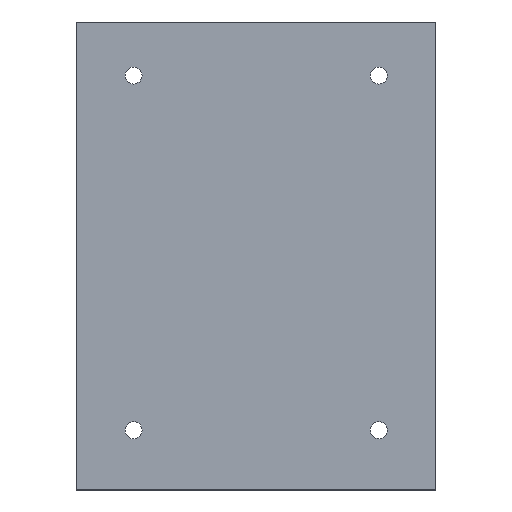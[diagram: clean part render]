
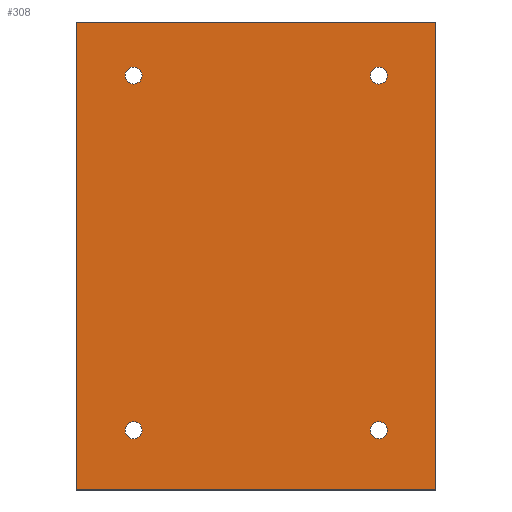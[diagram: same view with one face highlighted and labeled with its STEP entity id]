
A CAD part, top view. The second image highlights one B-rep face of the part: STEP entity #308.
In plain terms, the highlighted planar face has unit normal (0, 0, 1).
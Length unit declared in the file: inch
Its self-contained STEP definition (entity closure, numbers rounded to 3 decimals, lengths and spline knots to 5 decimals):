
#1 = AXIS2_PLACEMENT_3D ( 'NONE', #446, #1012, #938 ) ;
#26 = CARTESIAN_POINT ( 'NONE',  ( 1.266, 3.305, 0. ) ) ;
#42 = VERTEX_POINT ( 'NONE', #1029 ) ;
#48 = VECTOR ( 'NONE', #901, 39.37008 ) ;
#63 = DIRECTION ( 'NONE',  ( 1., 0., 0. ) ) ;
#71 = LINE ( 'NONE', #675, #458 ) ;
#98 = VERTEX_POINT ( 'NONE', #1148 ) ;
#122 = CARTESIAN_POINT ( 'NONE',  ( 1.266, 0., 0. ) ) ;
#157 = CARTESIAN_POINT ( 'NONE',  ( -0.925, 2.9265, 0. ) ) ;
#171 = CARTESIAN_POINT ( 'NONE',  ( 0.928, 0.42, 0. ) ) ;
#190 = DIRECTION ( 'NONE',  ( 0., -1., 0. ) ) ;
#196 = EDGE_LOOP ( 'NONE', ( #469, #1154 ) ) ;
#203 = EDGE_CURVE ( 'NONE', #546, #259, #282, .T. ) ;
#226 = FACE_OUTER_BOUND ( 'NONE', #667, .T. ) ;
#233 = DIRECTION ( 'NONE',  ( 1., 0., 0. ) ) ;
#259 = VERTEX_POINT ( 'NONE', #821 ) ;
#282 = LINE ( 'NONE', #669, #775 ) ;
#297 = DIRECTION ( 'NONE',  ( 1., 0., 0. ) ) ;
#300 = EDGE_LOOP ( 'NONE', ( #735, #1089 ) ) ;
#308 = ADVANCED_FACE ( 'NONE', ( #816, #626, #1011, #906, #226 ), #608, .F. ) ;
#312 = CARTESIAN_POINT ( 'NONE',  ( 0.868, 0.42, 0. ) ) ;
#326 = EDGE_CURVE ( 'NONE', #571, #42, #406, .T. ) ;
#327 = ORIENTED_EDGE ( 'NONE', *, *, #748, .F. ) ;
#355 = CARTESIAN_POINT ( 'NONE',  ( 1.266, 3.305, 0. ) ) ;
#357 = CARTESIAN_POINT ( 'NONE',  ( 0.808, 2.9265, 0. ) ) ;
#361 = DIRECTION ( 'NONE',  ( -1., 0., 0. ) ) ;
#387 = AXIS2_PLACEMENT_3D ( 'NONE', #831, #907, #233 ) ;
#395 = EDGE_CURVE ( 'NONE', #42, #259, #995, .T. ) ;
#400 = ORIENTED_EDGE ( 'NONE', *, *, #889, .F. ) ;
#406 = LINE ( 'NONE', #506, #1087 ) ;
#411 = CARTESIAN_POINT ( 'NONE',  ( 0.868, 2.9265, 0. ) ) ;
#416 = AXIS2_PLACEMENT_3D ( 'NONE', #714, #1096, #607 ) ;
#419 = DIRECTION ( 'NONE',  ( 0., 0., -1. ) ) ;
#442 = CARTESIAN_POINT ( 'NONE',  ( -0.805, 0.42, 0. ) ) ;
#443 = CARTESIAN_POINT ( 'NONE',  ( -0.805, 2.9265, 0. ) ) ;
#446 = CARTESIAN_POINT ( 'NONE',  ( -0.865, 2.9265, 0. ) ) ;
#454 = ORIENTED_EDGE ( 'NONE', *, *, #1239, .F. ) ;
#458 = VECTOR ( 'NONE', #361, 39.37008 ) ;
#469 = ORIENTED_EDGE ( 'NONE', *, *, #981, .F. ) ;
#487 = VERTEX_POINT ( 'NONE', #443 ) ;
#506 = CARTESIAN_POINT ( 'NONE',  ( 1.266, 3.305, 0. ) ) ;
#513 = DIRECTION ( 'NONE',  ( 0., 0., 1. ) ) ;
#518 = EDGE_CURVE ( 'NONE', #571, #546, #71, .T. ) ;
#525 = CIRCLE ( 'NONE', #416, 0.06 ) ;
#531 = EDGE_CURVE ( 'NONE', #819, #858, #1044, .T. ) ;
#546 = VERTEX_POINT ( 'NONE', #861 ) ;
#556 = CIRCLE ( 'NONE', #1, 0.06 ) ;
#571 = VERTEX_POINT ( 'NONE', #355 ) ;
#607 = DIRECTION ( 'NONE',  ( 1., 0., 0. ) ) ;
#608 = PLANE ( 'NONE',  #770 ) ;
#626 = FACE_BOUND ( 'NONE', #300, .T. ) ;
#630 = CARTESIAN_POINT ( 'NONE',  ( 0.808, 0.42, 0. ) ) ;
#632 = VERTEX_POINT ( 'NONE', #771 ) ;
#651 = CIRCLE ( 'NONE', #1040, 0.06 ) ;
#667 = EDGE_LOOP ( 'NONE', ( #1234, #1072, #1182, #928 ) ) ;
#668 = DIRECTION ( 'NONE',  ( 1., 0., 0. ) ) ;
#669 = CARTESIAN_POINT ( 'NONE',  ( -1.266, 3.305, 0. ) ) ;
#675 = CARTESIAN_POINT ( 'NONE',  ( 1.266, 3.305, 0. ) ) ;
#714 = CARTESIAN_POINT ( 'NONE',  ( -0.865, 2.9265, 0. ) ) ;
#715 = DIRECTION ( 'NONE',  ( 0., -1., 0. ) ) ;
#734 = CIRCLE ( 'NONE', #1141, 0.06 ) ;
#735 = ORIENTED_EDGE ( 'NONE', *, *, #931, .F. ) ;
#748 = EDGE_CURVE ( 'NONE', #632, #814, #1223, .T. ) ;
#756 = DIRECTION ( 'NONE',  ( 0., 0., 1. ) ) ;
#770 = AXIS2_PLACEMENT_3D ( 'NONE', #26, #419, #1198 ) ;
#771 = CARTESIAN_POINT ( 'NONE',  ( -0.925, 0.42, 0. ) ) ;
#775 = VECTOR ( 'NONE', #190, 39.37008 ) ;
#777 = CARTESIAN_POINT ( 'NONE',  ( 0.868, 0.42, 0. ) ) ;
#797 = DIRECTION ( 'NONE',  ( 0., 0., 1. ) ) ;
#814 = VERTEX_POINT ( 'NONE', #442 ) ;
#816 = FACE_BOUND ( 'NONE', #956, .T. ) ;
#819 = VERTEX_POINT ( 'NONE', #630 ) ;
#821 = CARTESIAN_POINT ( 'NONE',  ( -1.266, 0., 0. ) ) ;
#831 = CARTESIAN_POINT ( 'NONE',  ( -0.865, 0.42, 0. ) ) ;
#838 = VERTEX_POINT ( 'NONE', #357 ) ;
#858 = VERTEX_POINT ( 'NONE', #171 ) ;
#861 = CARTESIAN_POINT ( 'NONE',  ( -1.266, 3.305, 0. ) ) ;
#875 = AXIS2_PLACEMENT_3D ( 'NONE', #411, #797, #999 ) ;
#889 = EDGE_CURVE ( 'NONE', #1261, #487, #525, .T. ) ;
#901 = DIRECTION ( 'NONE',  ( -1., 0., 0. ) ) ;
#906 = FACE_BOUND ( 'NONE', #1249, .T. ) ;
#907 = DIRECTION ( 'NONE',  ( 0., 0., 1. ) ) ;
#913 = CIRCLE ( 'NONE', #387, 0.06 ) ;
#928 = ORIENTED_EDGE ( 'NONE', *, *, #518, .T. ) ;
#931 = EDGE_CURVE ( 'NONE', #98, #838, #1058, .T. ) ;
#938 = DIRECTION ( 'NONE',  ( 1., 0., 0. ) ) ;
#956 = EDGE_LOOP ( 'NONE', ( #454, #400 ) ) ;
#981 = EDGE_CURVE ( 'NONE', #858, #819, #651, .T. ) ;
#995 = LINE ( 'NONE', #122, #48 ) ;
#999 = DIRECTION ( 'NONE',  ( 1., 0., 0. ) ) ;
#1011 = FACE_BOUND ( 'NONE', #196, .T. ) ;
#1012 = DIRECTION ( 'NONE',  ( 0., 0., 1. ) ) ;
#1029 = CARTESIAN_POINT ( 'NONE',  ( 1.266, 0., 0. ) ) ;
#1039 = CARTESIAN_POINT ( 'NONE',  ( 0.868, 2.9265, 0. ) ) ;
#1040 = AXIS2_PLACEMENT_3D ( 'NONE', #312, #513, #1177 ) ;
#1044 = CIRCLE ( 'NONE', #1100, 0.06 ) ;
#1058 = CIRCLE ( 'NONE', #875, 0.06 ) ;
#1062 = ORIENTED_EDGE ( 'NONE', *, *, #1204, .F. ) ;
#1072 = ORIENTED_EDGE ( 'NONE', *, *, #395, .F. ) ;
#1086 = DIRECTION ( 'NONE',  ( 0., 0., 1. ) ) ;
#1087 = VECTOR ( 'NONE', #715, 39.37008 ) ;
#1089 = ORIENTED_EDGE ( 'NONE', *, *, #1112, .F. ) ;
#1096 = DIRECTION ( 'NONE',  ( 0., 0., 1. ) ) ;
#1100 = AXIS2_PLACEMENT_3D ( 'NONE', #777, #756, #668 ) ;
#1112 = EDGE_CURVE ( 'NONE', #838, #98, #734, .T. ) ;
#1140 = DIRECTION ( 'NONE',  ( 0., 0., 1. ) ) ;
#1141 = AXIS2_PLACEMENT_3D ( 'NONE', #1039, #1140, #63 ) ;
#1148 = CARTESIAN_POINT ( 'NONE',  ( 0.928, 2.9265, 0. ) ) ;
#1154 = ORIENTED_EDGE ( 'NONE', *, *, #531, .F. ) ;
#1167 = CARTESIAN_POINT ( 'NONE',  ( -0.865, 0.42, 0. ) ) ;
#1177 = DIRECTION ( 'NONE',  ( 1., 0., 0. ) ) ;
#1180 = AXIS2_PLACEMENT_3D ( 'NONE', #1167, #1086, #297 ) ;
#1182 = ORIENTED_EDGE ( 'NONE', *, *, #326, .F. ) ;
#1198 = DIRECTION ( 'NONE',  ( 0., 1., 0. ) ) ;
#1204 = EDGE_CURVE ( 'NONE', #814, #632, #913, .T. ) ;
#1223 = CIRCLE ( 'NONE', #1180, 0.06 ) ;
#1234 = ORIENTED_EDGE ( 'NONE', *, *, #203, .T. ) ;
#1239 = EDGE_CURVE ( 'NONE', #487, #1261, #556, .T. ) ;
#1249 = EDGE_LOOP ( 'NONE', ( #1062, #327 ) ) ;
#1261 = VERTEX_POINT ( 'NONE', #157 ) ;
